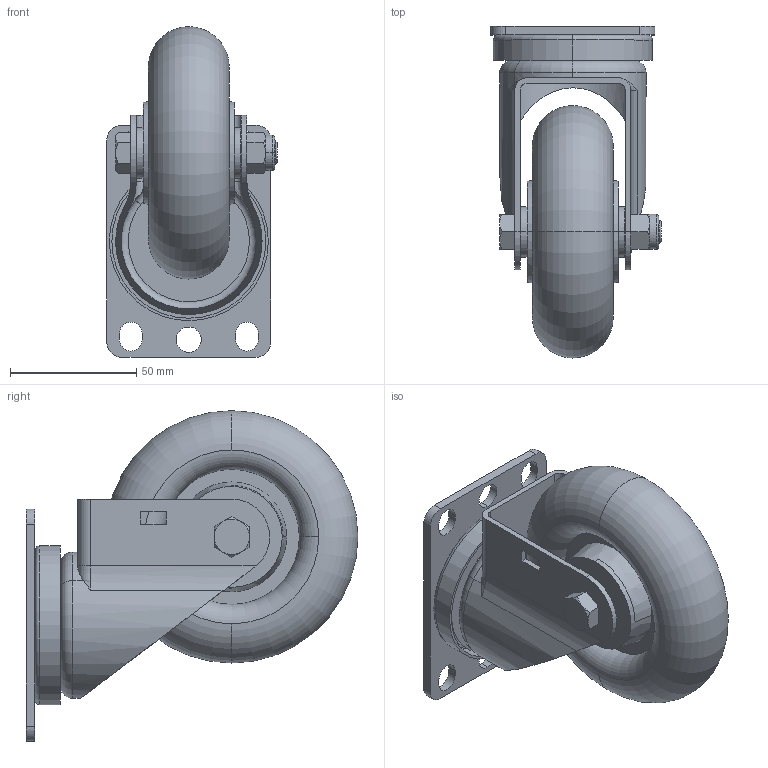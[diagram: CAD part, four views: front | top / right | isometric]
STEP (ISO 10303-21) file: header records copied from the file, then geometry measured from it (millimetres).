
FILE_DESCRIPTION((''),'2;1');
FILE_NAME('FHJ-402','2021-12-16T13:28:49',('Administrator'),(''),'CREO PARAMETRIC BY PTC INC, 2019224','CREO PARAMETRIC BY PTC INC, 2019224','');
FILE_SCHEMA(('CONFIG_CONTROL_DESIGN'));
Length unit declared in the file: millimetre
Products named in the file (1): FHJ-402
Bounding box: 67.5 x 131.5 x 131 mm (x, y, z)
Volume: 279690.3 mm3; surface area: 68153.9 mm2
Topology: 1 solids, 1 shells, 160 faces, 400 edges, 258 vertices
Faces by surface type: plane 59, cylinder 55, torus 22, cone 18, bspline 6
Entity records: 5329 total; most frequent: CARTESIAN_POINT 1379, DIRECTION 838, ORIENTED_EDGE 800, EDGE_CURVE 400, AXIS2_PLACEMENT_3D 336, VERTEX_POINT 258, EDGE_LOOP 194, CIRCLE 182
